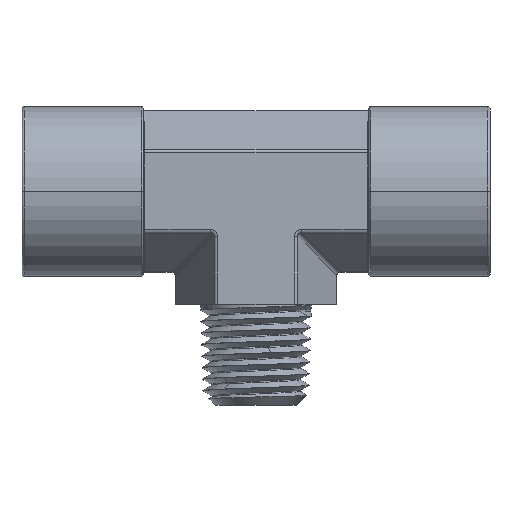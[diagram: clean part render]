
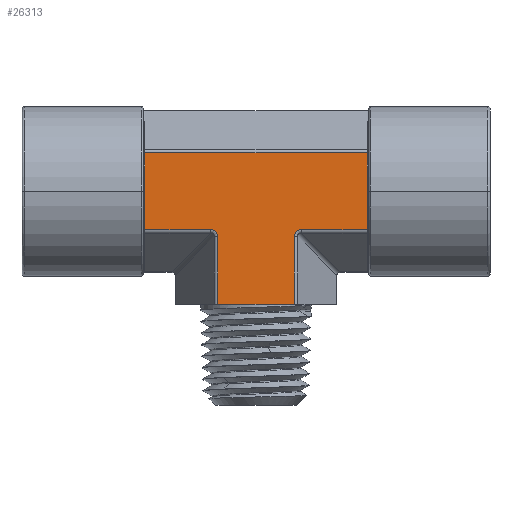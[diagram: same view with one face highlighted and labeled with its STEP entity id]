
A CAD part, top view. The second image highlights one B-rep face of the part: STEP entity #26313.
In plain terms, the highlighted planar face has unit normal (0, 0, 1).
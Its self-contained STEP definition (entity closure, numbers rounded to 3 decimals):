
#344=DIRECTION('',(-1.,0.,0.));
#345=VECTOR('',#344,9.526);
#346=CARTESIAN_POINT('',(4.763,-14.,8.75));
#347=LINE('',#346,#345);
#15325=DIRECTION('',(0.,-1.,0.));
#15326=VECTOR('',#15325,9.526);
#15327=CARTESIAN_POINT('',(13.8,4.763,8.75));
#15328=LINE('',#15327,#15326);
#15332=DIRECTION('',(-1.,0.,0.));
#15333=VECTOR('',#15332,8.171);
#15334=CARTESIAN_POINT('',(13.8,-4.763,8.75));
#15335=LINE('',#15334,#15333);
#15339=CARTESIAN_POINT('',(4.763,-5.629,
8.75));
#15340=CARTESIAN_POINT('',(4.763,-5.6,
8.75));
#15341=CARTESIAN_POINT('',(4.765,-5.543,
8.75));
#15342=CARTESIAN_POINT('',(4.776,-5.461,
8.75));
#15343=CARTESIAN_POINT('',(4.792,-5.383,
8.75));
#15344=CARTESIAN_POINT('',(4.814,-5.31,
8.75));
#15345=CARTESIAN_POINT('',(4.841,-5.243,
8.75));
#15346=CARTESIAN_POINT('',(4.872,-5.181,
8.75));
#15347=CARTESIAN_POINT('',(4.906,-5.125,
8.75));
#15348=CARTESIAN_POINT('',(4.943,-5.074,
8.75));
#15349=CARTESIAN_POINT('',(4.983,-5.026,
8.75));
#15350=CARTESIAN_POINT('',(5.027,-4.983,
8.75));
#15351=CARTESIAN_POINT('',(5.074,-4.943,
8.75));
#15352=CARTESIAN_POINT('',(5.125,-4.906,
8.75));
#15353=CARTESIAN_POINT('',(5.181,-4.872,
8.75));
#15354=CARTESIAN_POINT('',(5.243,-4.841,
8.75));
#15355=CARTESIAN_POINT('',(5.31,-4.814,
8.75));
#15356=CARTESIAN_POINT('',(5.383,-4.792,
8.75));
#15357=CARTESIAN_POINT('',(5.461,-4.776,
8.75));
#15358=CARTESIAN_POINT('',(5.543,-4.765,
8.75));
#15359=CARTESIAN_POINT('',(5.6,-4.763,
8.75));
#15360=CARTESIAN_POINT('',(5.629,-4.763,
8.75));
#15365=DIRECTION('',(0.,1.,0.));
#15366=VECTOR('',#15365,8.371);
#15367=CARTESIAN_POINT('',(4.763,-14.,8.75));
#15368=LINE('',#15367,#15366);
#15372=DIRECTION('',(0.,1.,0.));
#15373=VECTOR('',#15372,8.371);
#15374=CARTESIAN_POINT('',(-4.763,-14.,8.75));
#15375=LINE('',#15374,#15373);
#15379=CARTESIAN_POINT('',(-5.629,-4.763,
8.75));
#15380=CARTESIAN_POINT('',(-5.6,-4.763,
8.75));
#15381=CARTESIAN_POINT('',(-5.543,-4.765,
8.75));
#15382=CARTESIAN_POINT('',(-5.461,-4.776,
8.75));
#15383=CARTESIAN_POINT('',(-5.383,-4.792,
8.75));
#15384=CARTESIAN_POINT('',(-5.31,-4.814,
8.75));
#15385=CARTESIAN_POINT('',(-5.243,-4.841,
8.75));
#15386=CARTESIAN_POINT('',(-5.181,-4.872,
8.75));
#15387=CARTESIAN_POINT('',(-5.125,-4.906,
8.75));
#15388=CARTESIAN_POINT('',(-5.074,-4.943,
8.75));
#15389=CARTESIAN_POINT('',(-5.026,-4.983,
8.75));
#15390=CARTESIAN_POINT('',(-4.983,-5.027,
8.75));
#15391=CARTESIAN_POINT('',(-4.943,-5.074,
8.75));
#15392=CARTESIAN_POINT('',(-4.906,-5.125,
8.75));
#15393=CARTESIAN_POINT('',(-4.872,-5.181,
8.75));
#15394=CARTESIAN_POINT('',(-4.841,-5.243,
8.75));
#15395=CARTESIAN_POINT('',(-4.814,-5.31,
8.75));
#15396=CARTESIAN_POINT('',(-4.792,-5.383,
8.75));
#15397=CARTESIAN_POINT('',(-4.776,-5.461,
8.75));
#15398=CARTESIAN_POINT('',(-4.765,-5.543,
8.75));
#15399=CARTESIAN_POINT('',(-4.763,-5.6,
8.75));
#15400=CARTESIAN_POINT('',(-4.763,-5.629,
8.75));
#15405=DIRECTION('',(1.,0.,0.));
#15406=VECTOR('',#15405,8.171);
#15407=CARTESIAN_POINT('',(-13.8,-4.763,8.75));
#15408=LINE('',#15407,#15406);
#15412=DIRECTION('',(0.,1.,0.));
#15413=VECTOR('',#15412,9.526);
#15414=CARTESIAN_POINT('',(-13.8,-4.763,8.75));
#15415=LINE('',#15414,#15413);
#15419=DIRECTION('',(1.,0.,0.));
#15420=VECTOR('',#15419,27.6);
#15421=CARTESIAN_POINT('',(-13.8,4.763,8.75));
#15422=LINE('',#15421,#15420);
#17328=CARTESIAN_POINT('',(4.763,-14.,8.75));
#17330=VERTEX_POINT('',#17328);
#17331=CARTESIAN_POINT('',(4.763,-5.629,
8.75));
#17332=VERTEX_POINT('',#17331);
#17333=VERTEX_POINT('',#15360);
#17334=CARTESIAN_POINT('',(-4.763,-14.,8.75));
#17336=VERTEX_POINT('',#17334);
#17340=CARTESIAN_POINT('',(-4.763,-5.629,
8.75));
#17341=VERTEX_POINT('',#17340);
#17375=CARTESIAN_POINT('',(13.8,4.763,8.75));
#17376=CARTESIAN_POINT('',(13.8,-4.763,8.75));
#17377=VERTEX_POINT('',#17375);
#17378=VERTEX_POINT('',#17376);
#17439=CARTESIAN_POINT('',(-13.8,-4.763,8.75));
#17440=CARTESIAN_POINT('',(-13.8,4.763,8.75));
#17441=VERTEX_POINT('',#17439);
#17442=VERTEX_POINT('',#17440);
#17525=VERTEX_POINT('',#15379);
#26288=CARTESIAN_POINT('',(0.,5.052,8.75));
#26289=DIRECTION('',(0.,0.,1.));
#26290=DIRECTION('',(0.,-1.,0.));
#26291=AXIS2_PLACEMENT_3D('',#26288,#26289,#26290);
#26292=PLANE('',#26291);
#26293=ORIENTED_EDGE('',*,*,#26279,.T.);
#26295=ORIENTED_EDGE('',*,*,#26294,.T.);
#26297=ORIENTED_EDGE('',*,*,#26296,.F.);
#26299=ORIENTED_EDGE('',*,*,#26298,.F.);
#26300=ORIENTED_EDGE('',*,*,#17751,.T.);
#26302=ORIENTED_EDGE('',*,*,#26301,.T.);
#26304=ORIENTED_EDGE('',*,*,#26303,.F.);
#26306=ORIENTED_EDGE('',*,*,#26305,.F.);
#26308=ORIENTED_EDGE('',*,*,#26307,.T.);
#26310=ORIENTED_EDGE('',*,*,#26309,.T.);
#26311=EDGE_LOOP('',(#26293,#26295,#26297,#26299,#26300,#26302,#26304,#26306,
#26308,#26310));
#26312=FACE_OUTER_BOUND('',#26311,.F.);
#15361=B_SPLINE_CURVE_WITH_KNOTS('',3,(#15339,#15340,#15341,#15342,#15343,
#15344,#15345,#15346,#15347,#15348,#15349,#15350,#15351,#15352,#15353,#15354,
#15355,#15356,#15357,#15358,#15359,#15360),.UNSPECIFIED.,.F.,.F.,(4,1,1,1,1,1,1,
1,1,1,1,1,1,1,1,1,1,1,1,4),(0.,0.053,0.105,
0.158,0.211,0.263,0.316,
0.368,0.421,0.474,0.526,
0.579,0.632,0.684,0.737,
0.789,0.842,0.895,0.947,1.),
.UNSPECIFIED.);
#15401=B_SPLINE_CURVE_WITH_KNOTS('',3,(#15379,#15380,#15381,#15382,#15383,
#15384,#15385,#15386,#15387,#15388,#15389,#15390,#15391,#15392,#15393,#15394,
#15395,#15396,#15397,#15398,#15399,#15400),.UNSPECIFIED.,.F.,.F.,(4,1,1,1,1,1,1,
1,1,1,1,1,1,1,1,1,1,1,1,4),(0.,0.053,0.105,
0.158,0.211,0.263,0.316,
0.368,0.421,0.474,0.526,
0.579,0.632,0.684,0.737,
0.789,0.842,0.895,0.947,1.),
.UNSPECIFIED.);
#17751=EDGE_CURVE('',#17330,#17336,#347,.T.);
#26279=EDGE_CURVE('',#17377,#17378,#15328,.T.);
#26294=EDGE_CURVE('',#17378,#17333,#15335,.T.);
#26296=EDGE_CURVE('',#17332,#17333,#15361,.T.);
#26298=EDGE_CURVE('',#17330,#17332,#15368,.T.);
#26301=EDGE_CURVE('',#17336,#17341,#15375,.T.);
#26303=EDGE_CURVE('',#17525,#17341,#15401,.T.);
#26305=EDGE_CURVE('',#17441,#17525,#15408,.T.);
#26307=EDGE_CURVE('',#17441,#17442,#15415,.T.);
#26309=EDGE_CURVE('',#17442,#17377,#15422,.T.);
#26313=ADVANCED_FACE('',(#26312),#26292,.T.);
